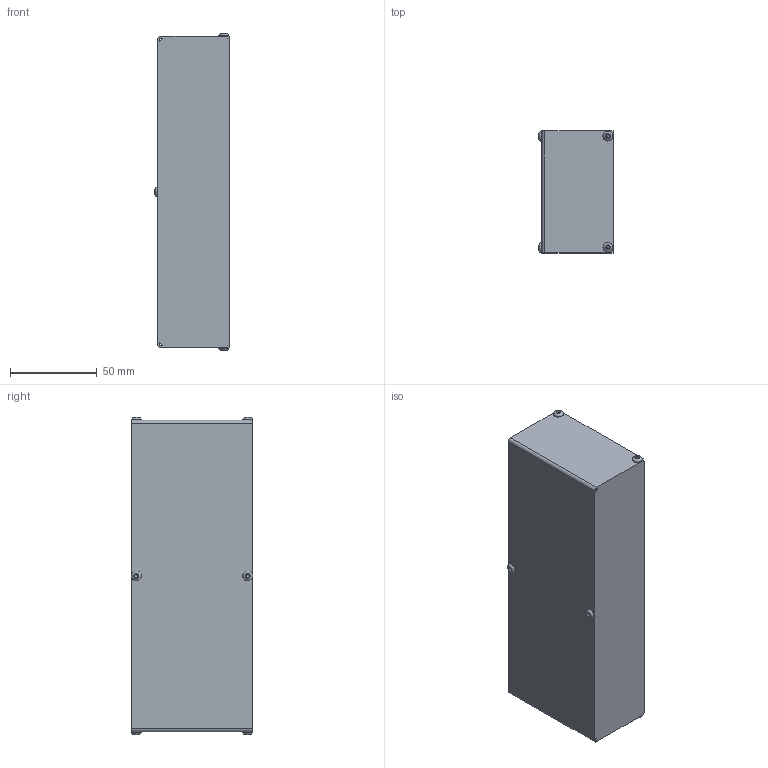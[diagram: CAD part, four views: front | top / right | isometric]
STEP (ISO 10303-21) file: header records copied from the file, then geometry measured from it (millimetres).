
FILE_DESCRIPTION(/* description */ (''),/* implementation_level */ '2;1');
FILE_NAME(/* name */ 'CAD_71370.stp',/* time_stamp */ '2016-06-06T08:20:40+02:00',/* author */ ('Hypex'),/* organization */ ('Hypex'),/* preprocessor_version */ 'ST-DEVELOPER v16.1',/* originating_system */ 'Autodesk Inventor 2016',/* authorisation */ '');
FILE_SCHEMA (('AUTOMOTIVE_DESIGN { 1 0 10303 214 3 1 1 }'));
Length unit declared in the file: millimetre
Products named in the file (1): CAD_71370
Bounding box: 42.65 x 70 x 182.3 mm (x, y, z)
Volume: 498154.8 mm3; surface area: 49356.9 mm2
Topology: 1 solids, 13 shells, 192 faces, 460 edges, 305 vertices
Faces by surface type: plane 111, cylinder 49, cone 20, bspline 6, torus 6
Full cylindrical faces by diameter (mm): 2.459 x6, 3 x6, 4 x6, 4.2 x8, 5.7 x6, 30 x1
Entity records: 5227 total; most frequent: CARTESIAN_POINT 1053, DIRECTION 820, ORIENTED_EDGE 716, EDGE_CURVE 358, AXIS2_PLACEMENT_3D 317, EDGE_LOOP 278, VERTEX_POINT 262, STYLED_ITEM 193
